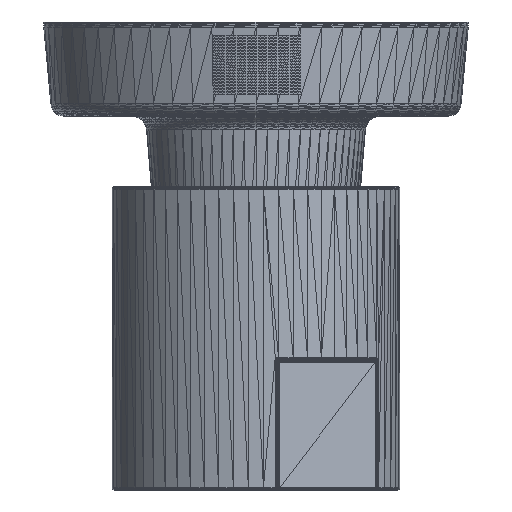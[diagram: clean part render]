
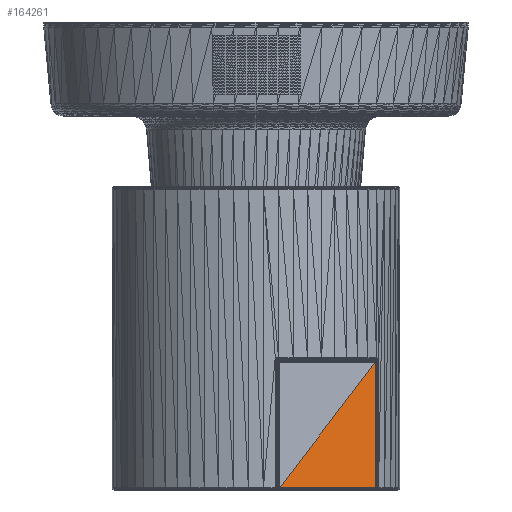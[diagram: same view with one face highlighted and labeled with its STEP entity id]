
A CAD part, left-side view. The second image highlights one B-rep face of the part: STEP entity #164261.
In plain terms, the highlighted planar face has unit normal (0.839, 0.544, 0).
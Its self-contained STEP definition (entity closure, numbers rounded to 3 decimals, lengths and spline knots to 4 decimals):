
#160531 = VERTEX_POINT('',#160532);
#160532 = CARTESIAN_POINT('',(-1.0917,-1.6378,
    -2.4019));
#164243 = VERTEX_POINT('',#164244);
#164244 = CARTESIAN_POINT('',(-1.9463,-0.3198,
    -4.1355));
#164251 = EDGE_CURVE('',#160531,#164243,#164252,.T.);
#164252 = LINE('',#164253,#164254);
#164253 = CARTESIAN_POINT('',(-1.0917,-1.6378,
    -2.4019));
#164254 = VECTOR('',#164255,1.);
#164255 = DIRECTION('',(-0.365,0.563,-0.741)
  );
#164261 = ADVANCED_FACE('',(#164262),#164279,.T.);
#164262 = FACE_BOUND('',#164263,.T.);
#164263 = EDGE_LOOP('',(#164264,#164272,#164278));
#164264 = ORIENTED_EDGE('',*,*,#164265,.T.);
#164265 = EDGE_CURVE('',#160531,#164266,#164268,.T.);
#164266 = VERTEX_POINT('',#164267);
#164267 = CARTESIAN_POINT('',(-1.0917,-1.6378,
    -4.1355));
#164268 = LINE('',#164269,#164270);
#164269 = CARTESIAN_POINT('',(-1.0917,-1.6378,
    -2.4019));
#164270 = VECTOR('',#164271,1.);
#164271 = DIRECTION('',(0.,0.,-1.));
#164272 = ORIENTED_EDGE('',*,*,#164273,.T.);
#164273 = EDGE_CURVE('',#164266,#164243,#164274,.T.);
#164274 = LINE('',#164275,#164276);
#164275 = CARTESIAN_POINT('',(-1.0917,-1.6378,
    -4.1355));
#164276 = VECTOR('',#164277,1.);
#164277 = DIRECTION('',(-0.544,0.839,0.));
#164278 = ORIENTED_EDGE('',*,*,#164251,.F.);
#164279 = PLANE('',#164280);
#164280 = AXIS2_PLACEMENT_3D('',#164281,#164282,#164283);
#164281 = CARTESIAN_POINT('',(-1.3877,-1.1812,
    -3.51));
#164282 = DIRECTION('',(0.839,0.544,0.
    ));
#164283 = DIRECTION('',(-0.544,0.839,0.));
